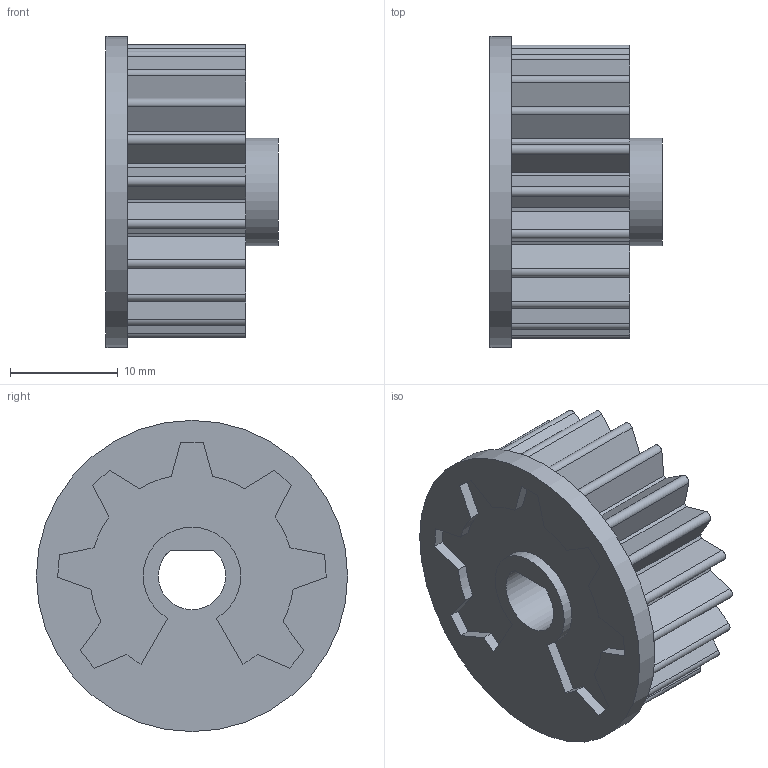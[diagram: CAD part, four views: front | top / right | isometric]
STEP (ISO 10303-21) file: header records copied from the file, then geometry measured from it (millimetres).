
FILE_DESCRIPTION(/* description */ (''),/* implementation_level */ '2;1');
FILE_NAME(/* name */ 'Small Gear.step',/* time_stamp */ '2018-04-17T21:23:23-04:00',/* author */ ('scottziv'),/* organization */ (''),/* preprocessor_version */ 'ST-DEVELOPER v16.13',/* originating_system */ 'Autodesk Translation Framework v6.5.0.72',/* authorisation */ '');
FILE_SCHEMA (('AUTOMOTIVE_DESIGN { 1 0 10303 214 3 1 1 }'));
Length unit declared in the file: millimetre
Products named in the file (2): Dc Extruder; Small Gear
Assembly tree (1 placements, depth 2):
  Dc Extruder
    Small Gear
Bounding box: 16 x 28.94 x 28.94 mm (x, y, z)
Volume: 6135.8 mm3; surface area: 3544 mm2
Topology: 1 solids, 1 shells, 126 faces, 364 edges, 243 vertices
Faces by surface type: plane 72, cylinder 54
Full cylindrical faces by diameter (mm): 6.25 x1, 10 x1, 28.938 x1
Entity records: 4231 total; most frequent: CARTESIAN_POINT 736, DIRECTION 733, ORIENTED_EDGE 728, EDGE_CURVE 364, LINE 253, VECTOR 253, VERTEX_POINT 243, AXIS2_PLACEMENT_3D 240
